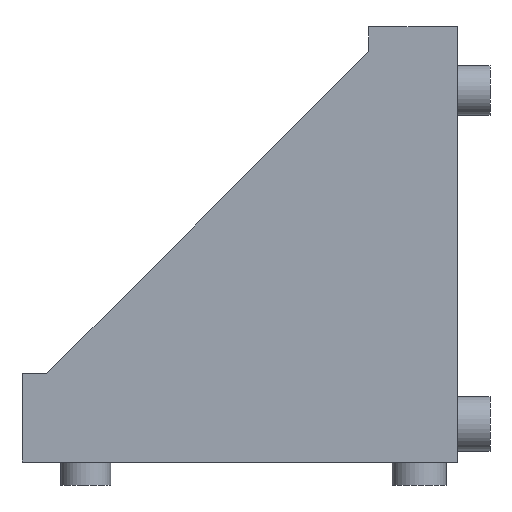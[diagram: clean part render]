
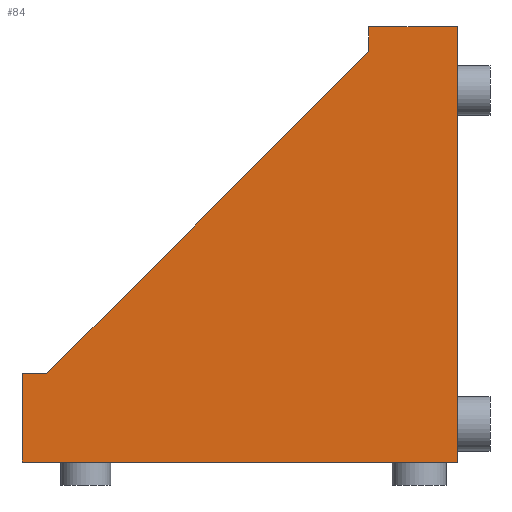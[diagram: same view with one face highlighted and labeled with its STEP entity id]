
A CAD part, left-side view. The second image highlights one B-rep face of the part: STEP entity #84.
In plain terms, the highlighted planar face has unit normal (-1, 0, 0).
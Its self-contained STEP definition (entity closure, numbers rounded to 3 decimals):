
#6 = LINE ( 'NONE', #972, #689 ) ;
#55 = CARTESIAN_POINT ( 'NONE',  ( 0., 0., 28. ) ) ;
#84 = ADVANCED_FACE ( 'NONE', ( #1175 ), #585, .F. ) ;
#103 = CARTESIAN_POINT ( 'NONE',  ( 0., 26.4, 5.7 ) ) ;
#161 = EDGE_CURVE ( 'NONE', #285, #1499, #1061, .T. ) ;
#208 = LINE ( 'NONE', #103, #1235 ) ;
#233 = LINE ( 'NONE', #1423, #690 ) ;
#250 = DIRECTION ( 'NONE',  ( 0., 1., 0. ) ) ;
#256 = CARTESIAN_POINT ( 'NONE',  ( 0., 26.4, 5.7 ) ) ;
#263 = DIRECTION ( 'NONE',  ( 0., 0., -1. ) ) ;
#285 = VERTEX_POINT ( 'NONE', #388 ) ;
#334 = DIRECTION ( 'NONE',  ( 1., 0., 0. ) ) ;
#339 = DIRECTION ( 'NONE',  ( 0., 0., -1. ) ) ;
#362 = CARTESIAN_POINT ( 'NONE',  ( 0., 5.7, 28. ) ) ;
#365 = CARTESIAN_POINT ( 'NONE',  ( 0., 28., 5.7 ) ) ;
#370 = CARTESIAN_POINT ( 'NONE',  ( 0., 28., 3.7 ) ) ;
#388 = CARTESIAN_POINT ( 'NONE',  ( 0., 28., 5.7 ) ) ;
#392 = VECTOR ( 'NONE', #250, 1000. ) ;
#405 = CARTESIAN_POINT ( 'NONE',  ( 0., 0., 0. ) ) ;
#423 = CARTESIAN_POINT ( 'NONE',  ( 0., 28., 0. ) ) ;
#445 = AXIS2_PLACEMENT_3D ( 'NONE', #1399, #334, #339 ) ;
#494 = CARTESIAN_POINT ( 'NONE',  ( 0., 0., 0. ) ) ;
#522 = VERTEX_POINT ( 'NONE', #362 ) ;
#532 = DIRECTION ( 'NONE',  ( 0., -1., 0. ) ) ;
#585 = PLANE ( 'NONE',  #445 ) ;
#612 = LINE ( 'NONE', #960, #1140 ) ;
#658 = VERTEX_POINT ( 'NONE', #55 ) ;
#689 = VECTOR ( 'NONE', #263, 1000. ) ;
#690 = VECTOR ( 'NONE', #1059, 1000. ) ;
#728 = VERTEX_POINT ( 'NONE', #1398 ) ;
#730 = LINE ( 'NONE', #365, #392 ) ;
#774 = LINE ( 'NONE', #405, #1262 ) ;
#821 = DIRECTION ( 'NONE',  ( 0., 0.707, -0.707 ) ) ;
#839 = EDGE_CURVE ( 'NONE', #658, #911, #6, .T. ) ;
#869 = DIRECTION ( 'NONE',  ( 0., 0., -1. ) ) ;
#895 = VERTEX_POINT ( 'NONE', #256 ) ;
#898 = EDGE_CURVE ( 'NONE', #522, #728, #612, .T. ) ;
#911 = VERTEX_POINT ( 'NONE', #494 ) ;
#960 = CARTESIAN_POINT ( 'NONE',  ( 0., 5.7, 26.4 ) ) ;
#972 = CARTESIAN_POINT ( 'NONE',  ( 0., 0., 3.7 ) ) ;
#975 = EDGE_CURVE ( 'NONE', #1499, #911, #774, .T. ) ;
#1022 = ORIENTED_EDGE ( 'NONE', *, *, #1163, .T. ) ;
#1039 = ORIENTED_EDGE ( 'NONE', *, *, #1309, .F. ) ;
#1045 = ORIENTED_EDGE ( 'NONE', *, *, #898, .T. ) ;
#1059 = DIRECTION ( 'NONE',  ( 0., -1., 0. ) ) ;
#1061 = LINE ( 'NONE', #370, #1062 ) ;
#1062 = VECTOR ( 'NONE', #869, 1000. ) ;
#1100 = ORIENTED_EDGE ( 'NONE', *, *, #975, .T. ) ;
#1140 = VECTOR ( 'NONE', #1433, 1000. ) ;
#1163 = EDGE_CURVE ( 'NONE', #728, #895, #208, .T. ) ;
#1175 = FACE_OUTER_BOUND ( 'NONE', #1263, .T. ) ;
#1235 = VECTOR ( 'NONE', #821, 1000. ) ;
#1262 = VECTOR ( 'NONE', #532, 1000. ) ;
#1263 = EDGE_LOOP ( 'NONE', ( #1100, #1276, #1039, #1045, #1022, #1414, #1269 ) ) ;
#1269 = ORIENTED_EDGE ( 'NONE', *, *, #161, .T. ) ;
#1276 = ORIENTED_EDGE ( 'NONE', *, *, #839, .F. ) ;
#1291 = EDGE_CURVE ( 'NONE', #895, #285, #730, .T. ) ;
#1309 = EDGE_CURVE ( 'NONE', #522, #658, #233, .T. ) ;
#1398 = CARTESIAN_POINT ( 'NONE',  ( 0., 5.7, 26.4 ) ) ;
#1399 = CARTESIAN_POINT ( 'NONE',  ( 0., 0., 3.7 ) ) ;
#1414 = ORIENTED_EDGE ( 'NONE', *, *, #1291, .T. ) ;
#1423 = CARTESIAN_POINT ( 'NONE',  ( 0., 0., 28. ) ) ;
#1433 = DIRECTION ( 'NONE',  ( 0., 0., -1. ) ) ;
#1499 = VERTEX_POINT ( 'NONE', #423 ) ;
